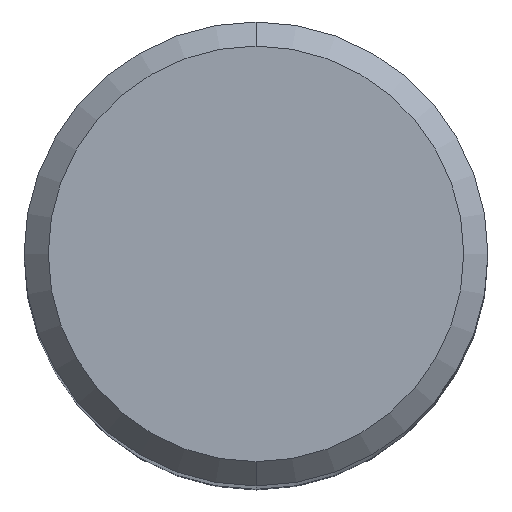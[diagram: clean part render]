
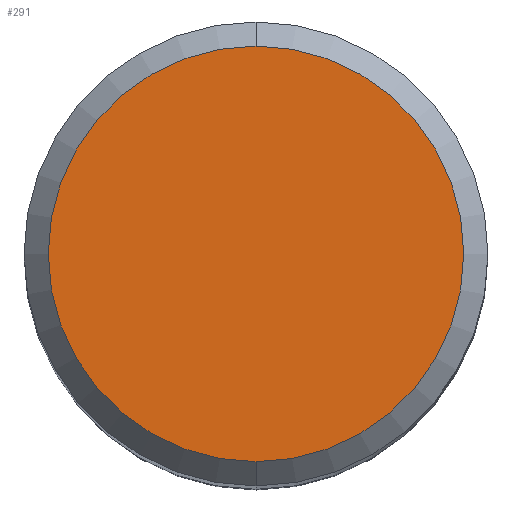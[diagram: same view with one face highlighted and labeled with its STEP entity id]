
A CAD part, top view. The second image highlights one B-rep face of the part: STEP entity #291.
In plain terms, the highlighted planar face has unit normal (0, 0, 1).
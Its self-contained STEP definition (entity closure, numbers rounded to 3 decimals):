
#197=EDGE_CURVE('',#259,#277,#431,.T.);
#255=EDGE_CURVE('',#277,#259,#498,.T.);
#259=VERTEX_POINT('',#502);
#277=VERTEX_POINT('',#524);
#291=ADVANCED_FACE('',(#540),#541,.T.);
#431=CIRCLE('',#707,4.3);
#498=CIRCLE('',#794,4.3);
#502=CARTESIAN_POINT('',(0.,-4.3,0.));
#524=CARTESIAN_POINT('',(0.0,4.3,0.));
#540=FACE_OUTER_BOUND('',#845,.T.);
#541=PLANE('',#846);
#707=AXIS2_PLACEMENT_3D('',#991,#992,#993);
#794=AXIS2_PLACEMENT_3D('',#1090,#1091,#1092);
#845=EDGE_LOOP('',(#1154,#1155));
#846=AXIS2_PLACEMENT_3D('',#1156,#1157,#1158);
#991=CARTESIAN_POINT('',(0.0,0.0,0.));
#992=DIRECTION('',(0.0,0.0,-1.0));
#993=DIRECTION('',(0.0,1.0,0.0));
#1090=CARTESIAN_POINT('',(0.0,0.0,0.));
#1091=DIRECTION('',(0.0,0.0,-1.0));
#1092=DIRECTION('',(0.0,1.0,0.0));
#1154=ORIENTED_EDGE('',*,*,#255,.F.);
#1155=ORIENTED_EDGE('',*,*,#197,.F.);
#1156=CARTESIAN_POINT('',(0.0,2.15,0.));
#1157=DIRECTION('',(-0.0,0.0,1.0));
#1158=DIRECTION('',(0.0,-1.0,0.0));
